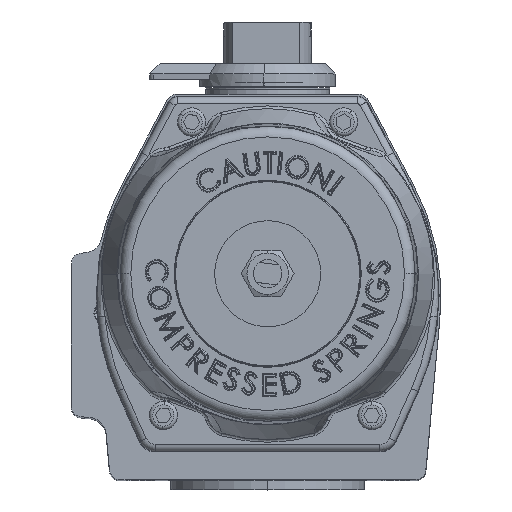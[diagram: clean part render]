
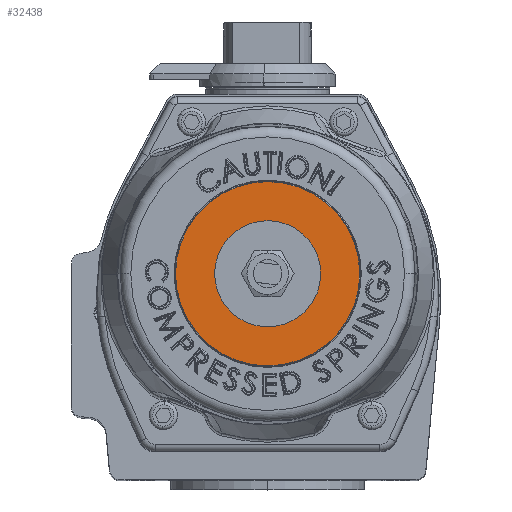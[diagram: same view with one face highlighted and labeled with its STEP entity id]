
A CAD part, top view. The second image highlights one B-rep face of the part: STEP entity #32438.
In plain terms, the highlighted planar face has unit normal (0, 0, 1).
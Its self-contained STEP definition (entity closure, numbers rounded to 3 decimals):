
#4235 = EDGE_CURVE ( 'Defeatured_0_956+Defeatured_0_876+Defeatured_0_876+Defeatured_0_876', #102741, #88188, #76217, .T. ) ;
#6764 = ORIENTED_EDGE ( 'NONE', *, *, #54541, .F. ) ;
#8642 = DIRECTION ( 'NONE',  ( 0., 0., 1. ) ) ;
#11008 = CARTESIAN_POINT ( 'NONE',  ( -0.001, 0., 292.2 ) ) ;
#11701 = CARTESIAN_POINT ( 'NONE',  ( 4.758, -14.225, 292.2 ) ) ;
#13311 = DIRECTION ( 'NONE',  ( 0., 0., 1. ) ) ;
#16590 = EDGE_LOOP ( 'NONE', ( #108657, #111603 ) ) ;
#19308 = EDGE_CURVE ( 'Defeatured_0_956+Defeatured_0_876+Defeatured_0_876+Defeatured_0_876', #88188, #102741, #54383, .T. ) ;
#24209 = CARTESIAN_POINT ( 'NONE',  ( -26.056, 0., 292.2 ) ) ;
#26842 = DIRECTION ( 'NONE',  ( 1., 0., 0. ) ) ;
#28099 = DIRECTION ( 'NONE',  ( 0., 0., 1. ) ) ;
#30522 = DIRECTION ( 'NONE',  ( 1., 0., 0. ) ) ;
#32438 = ADVANCED_FACE ( 'Defeatured_0_956', ( #72471, #49369 ), #60127, .T. ) ;
#33675 = CARTESIAN_POINT ( 'NONE',  ( 0., 0., 292.2 ) ) ;
#42263 = DIRECTION ( 'NONE',  ( 0.317, -0.948, 0. ) ) ;
#44773 = CARTESIAN_POINT ( 'NONE',  ( 26.054, 0., 292.2 ) ) ;
#46536 = CARTESIAN_POINT ( 'NONE',  ( -0.001, 0., 292.2 ) ) ;
#49369 = FACE_OUTER_BOUND ( 'NONE', #16590, .T. ) ;
#49893 = VERTEX_POINT ( 'NONE', #114282 ) ;
#50176 = AXIS2_PLACEMENT_3D ( 'NONE', #46536, #56478, #96021 ) ;
#54383 = CIRCLE ( 'NONE', #107189, 26.055 ) ;
#54541 = EDGE_CURVE ( 'Defeatured_0_59+Defeatured_0_956+Defeatured_0_956+Defeatured_0_956', #56903, #49893, #88256, .T. ) ;
#56478 = DIRECTION ( 'NONE',  ( 0., 0., 1. ) ) ;
#56903 = VERTEX_POINT ( 'NONE', #11701 ) ;
#57540 = DIRECTION ( 'NONE',  ( 0.317, -0.948, 0. ) ) ;
#60127 = PLANE ( 'NONE',  #50176 ) ;
#61226 = AXIS2_PLACEMENT_3D ( 'NONE', #128143, #8642, #57540 ) ;
#62723 = AXIS2_PLACEMENT_3D ( 'NONE', #94457, #28099, #26842 ) ;
#64820 = EDGE_LOOP ( 'NONE', ( #105760, #6764 ) ) ;
#72471 = FACE_BOUND ( 'NONE', #64820, .T. ) ;
#76217 = CIRCLE ( 'NONE', #62723, 26.055 ) ;
#88188 = VERTEX_POINT ( 'NONE', #44773 ) ;
#88256 = CIRCLE ( 'NONE', #124511, 15. ) ;
#94457 = CARTESIAN_POINT ( 'NONE',  ( -0.001, 0., 292.2 ) ) ;
#96021 = DIRECTION ( 'NONE',  ( 1., 0., 0. ) ) ;
#100720 = DIRECTION ( 'NONE',  ( 0., 0., 1. ) ) ;
#102741 = VERTEX_POINT ( 'NONE', #24209 ) ;
#105760 = ORIENTED_EDGE ( 'NONE', *, *, #114787, .F. ) ;
#107189 = AXIS2_PLACEMENT_3D ( 'NONE', #11008, #100720, #30522 ) ;
#108657 = ORIENTED_EDGE ( 'NONE', *, *, #19308, .T. ) ;
#111603 = ORIENTED_EDGE ( 'NONE', *, *, #4235, .T. ) ;
#113752 = CIRCLE ( 'NONE', #61226, 15. ) ;
#114282 = CARTESIAN_POINT ( 'NONE',  ( -4.758, 14.225, 292.2 ) ) ;
#114787 = EDGE_CURVE ( 'Defeatured_0_59+Defeatured_0_956+Defeatured_0_956+Defeatured_0_956', #49893, #56903, #113752, .T. ) ;
#124511 = AXIS2_PLACEMENT_3D ( 'NONE', #33675, #13311, #42263 ) ;
#128143 = CARTESIAN_POINT ( 'NONE',  ( 0., 0., 292.2 ) ) ;
